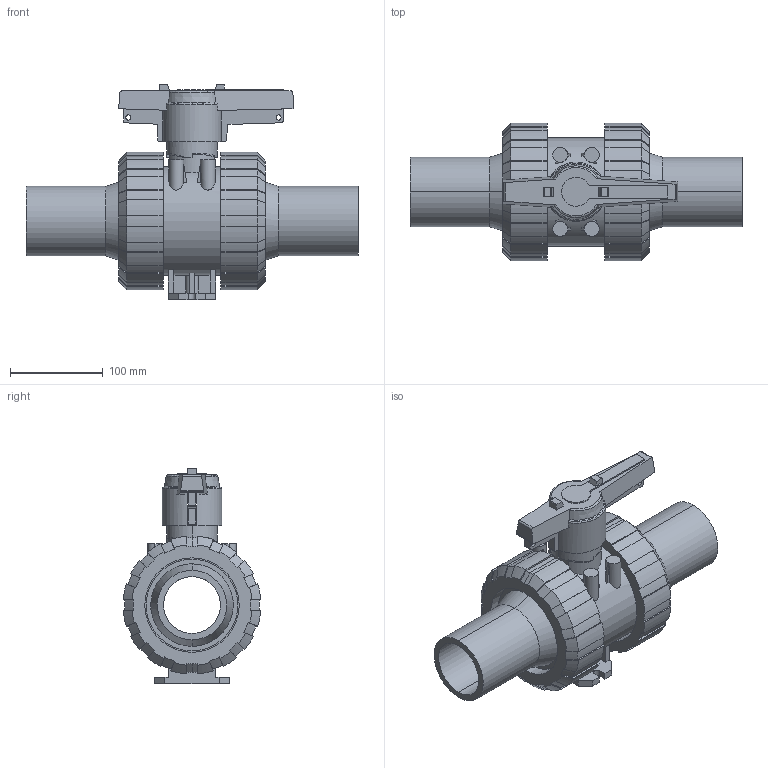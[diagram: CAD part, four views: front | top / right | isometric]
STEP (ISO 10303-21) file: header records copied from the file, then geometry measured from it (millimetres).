
FILE_DESCRIPTION(('STEP AP214'),'1');
FILE_NAME('cctmp_CD966B1A-9693-4200-B738-ABAEB392F10A_2021_10_20_13_38_33_0038..stp','2021-10-20T11:38:33',('Praher Valves GmbH'),('CADClick - www.CADClick.com'),'Spatial InterOp 3D',' ','unknown authorization');
FILE_SCHEMA(('AUTOMOTIVE_DESIGN'));
Length unit declared in the file: millimetre
Products named in the file (7): cc_unnamed; 210445_5; 210445_4; 210445_3; 210445_2; 210445_1; 210445
Assembly tree (6 placements, depth 2):
  cc_unnamed
    210445_5
    210445_4
    210445_3
    210445_2
    210445_1
    210445
Bounding box: 358.5 x 148.54 x 232.83 mm (x, y, z)
Volume: 2303298.6 mm3; surface area: 406069.3 mm2
Topology: 6 solids, 6 shells, 454 faces, 1289 edges, 856 vertices
Faces by surface type: plane 222, cylinder 120, cone 80, bspline 24, torus 8
Entity records: 19734 total; most frequent: CARTESIAN_POINT 4357, ORIENTED_EDGE 2578, DIRECTION 2327, EDGE_CURVE 1289, VERTEX_POINT 856, AXIS2_PLACEMENT_3D 833, LINE 661, VECTOR 661
